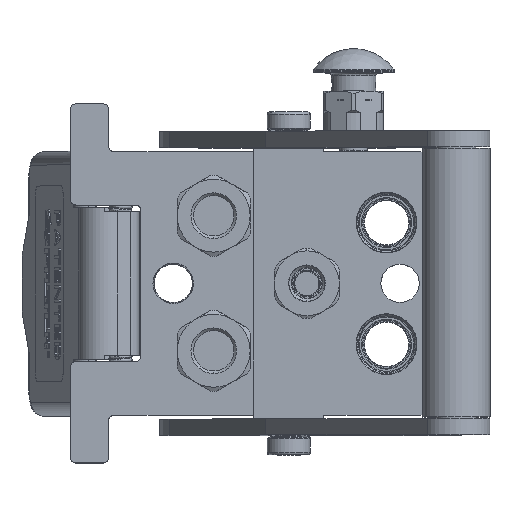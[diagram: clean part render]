
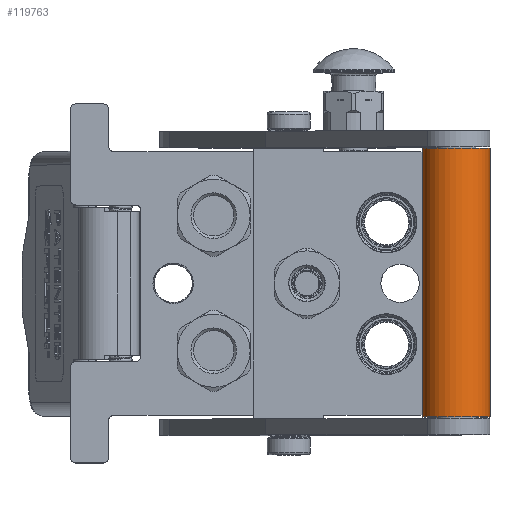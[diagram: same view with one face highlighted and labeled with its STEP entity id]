
A CAD part, top view. The second image highlights one B-rep face of the part: STEP entity #119763.
In plain terms, the highlighted cylindrical face has radius 12.5 mm (diameter 25 mm), a partial arc.
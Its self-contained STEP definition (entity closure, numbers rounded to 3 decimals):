
#1189 = LINE ( 'NONE', #34170, #131814 ) ;
#6722 = DIRECTION ( 'NONE',  ( -1., 0., 0. ) ) ;
#7049 = CARTESIAN_POINT ( 'NONE',  ( 104., 0., 0. ) ) ;
#22281 = ORIENTED_EDGE ( 'NONE', *, *, #37876, .F. ) ;
#25870 = EDGE_CURVE ( 'NONE', #42852, #115989, #80198, .T. ) ;
#30901 = ORIENTED_EDGE ( 'NONE', *, *, #94597, .F. ) ;
#33232 = FACE_OUTER_BOUND ( 'NONE', #114728, .T. ) ;
#34170 = CARTESIAN_POINT ( 'NONE',  ( 104., 0., 12.5 ) ) ;
#36478 = CARTESIAN_POINT ( 'NONE',  ( 104., 0., -12.5 ) ) ;
#37419 = CARTESIAN_POINT ( 'NONE',  ( 4.5, 0., 0. ) ) ;
#37824 = CARTESIAN_POINT ( 'NONE',  ( 104., 0., 12.5 ) ) ;
#37869 = DIRECTION ( 'NONE',  ( -1., 0., 0. ) ) ;
#37876 = EDGE_CURVE ( 'NONE', #42852, #54685, #80607, .T. ) ;
#38974 = DIRECTION ( 'NONE',  ( 0., 0., 1. ) ) ;
#39200 = DIRECTION ( 'NONE',  ( 0., 0., -1. ) ) ;
#39863 = CARTESIAN_POINT ( 'NONE',  ( 4.5, 0., 12.5 ) ) ;
#42852 = VERTEX_POINT ( 'NONE', #77714 ) ;
#54125 = CYLINDRICAL_SURFACE ( 'NONE', #79405, 12.5 ) ;
#54685 = VERTEX_POINT ( 'NONE', #101939 ) ;
#63892 = DIRECTION ( 'NONE',  ( -1., 0., 0. ) ) ;
#64390 = AXIS2_PLACEMENT_3D ( 'NONE', #37419, #37869, #39200 ) ;
#64832 = ORIENTED_EDGE ( 'NONE', *, *, #25870, .T. ) ;
#68697 = CARTESIAN_POINT ( 'NONE',  ( -5.425, 0., 0. ) ) ;
#73528 = ORIENTED_EDGE ( 'NONE', *, *, #125374, .T. ) ;
#77378 = VECTOR ( 'NONE', #6722, 1000. ) ;
#77714 = CARTESIAN_POINT ( 'NONE',  ( 104., 0., -12.5 ) ) ;
#79405 = AXIS2_PLACEMENT_3D ( 'NONE', #68697, #131844, #38974 ) ;
#80198 = CIRCLE ( 'NONE', #91797, 12.5 ) ;
#80607 = LINE ( 'NONE', #36478, #77378 ) ;
#91797 = AXIS2_PLACEMENT_3D ( 'NONE', #7049, #130547, #98150 ) ;
#94597 = EDGE_CURVE ( 'NONE', #54685, #101747, #125103, .T. ) ;
#98150 = DIRECTION ( 'NONE',  ( 0., 0., -1. ) ) ;
#101747 = VERTEX_POINT ( 'NONE', #39863 ) ;
#101939 = CARTESIAN_POINT ( 'NONE',  ( 4.5, 0., -12.5 ) ) ;
#114728 = EDGE_LOOP ( 'NONE', ( #64832, #73528, #30901, #22281 ) ) ;
#115989 = VERTEX_POINT ( 'NONE', #37824 ) ;
#119763 = ADVANCED_FACE ( 'NONE', ( #33232 ), #54125, .T. ) ;
#125103 = CIRCLE ( 'NONE', #64390, 12.5 ) ;
#125374 = EDGE_CURVE ( 'NONE', #115989, #101747, #1189, .T. ) ;
#130547 = DIRECTION ( 'NONE',  ( -1., 0., 0. ) ) ;
#131814 = VECTOR ( 'NONE', #63892, 1000. ) ;
#131844 = DIRECTION ( 'NONE',  ( -1., 0., 0. ) ) ;
